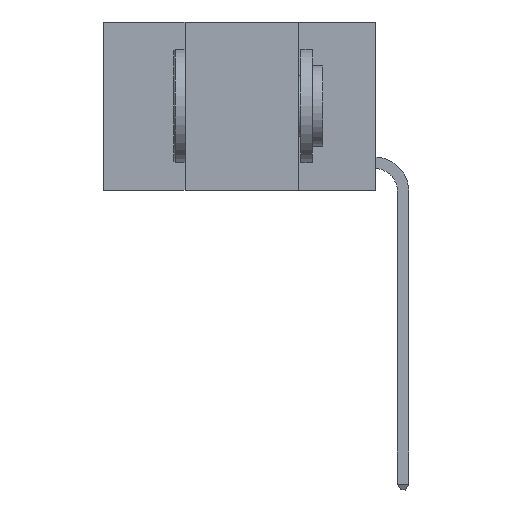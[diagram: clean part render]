
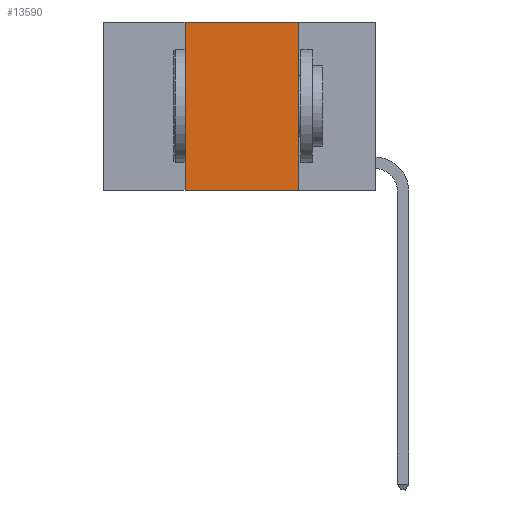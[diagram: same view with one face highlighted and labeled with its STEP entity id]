
A CAD part, left-side view. The second image highlights one B-rep face of the part: STEP entity #13590.
In plain terms, the highlighted planar face has unit normal (-1, 0, 0).
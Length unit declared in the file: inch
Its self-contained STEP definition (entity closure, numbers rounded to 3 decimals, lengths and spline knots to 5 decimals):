
#54 = DIRECTION ( 'NONE',  ( 0., 0., 1. ) ) ;
#1478 = CARTESIAN_POINT ( 'NONE',  ( 0., 0.6, 0. ) ) ;
#2514 = DIRECTION ( 'NONE',  ( 0., 0., -1. ) ) ;
#3724 = CARTESIAN_POINT ( 'NONE',  ( 0., 0.17, 0. ) ) ;
#4321 = ORIENTED_EDGE ( 'NONE', *, *, #4824, .F. ) ;
#4824 = EDGE_CURVE ( 'NONE', #9498, #10109, #14775, .T. ) ;
#5648 = LINE ( 'NONE', #17579, #13621 ) ;
#6100 = ORIENTED_EDGE ( 'NONE', *, *, #15439, .F. ) ;
#6169 = ORIENTED_EDGE ( 'NONE', *, *, #20114, .F. ) ;
#6265 = ORIENTED_EDGE ( 'NONE', *, *, #15658, .T. ) ;
#6378 = DIRECTION ( 'NONE',  ( 1., 0., 0. ) ) ;
#7743 = FACE_OUTER_BOUND ( 'NONE', #19732, .T. ) ;
#7797 = VERTEX_POINT ( 'NONE', #19751 ) ;
#9012 = CARTESIAN_POINT ( 'NONE',  ( 0., 0.6, -0.37 ) ) ;
#9498 = VERTEX_POINT ( 'NONE', #3724 ) ;
#9606 = CARTESIAN_POINT ( 'NONE',  ( 0., 0.6, 0. ) ) ;
#9615 = LINE ( 'NONE', #9012, #13866 ) ;
#10109 = VERTEX_POINT ( 'NONE', #16323 ) ;
#10522 = LINE ( 'NONE', #9606, #18428 ) ;
#11215 = DIRECTION ( 'NONE',  ( 0., -1., 0. ) ) ;
#12578 = CARTESIAN_POINT ( 'NONE',  ( 0., 0.42, -0.37 ) ) ;
#12711 = PLANE ( 'NONE',  #18205 ) ;
#13517 = VERTEX_POINT ( 'NONE', #12578 ) ;
#13590 = ADVANCED_FACE ( 'NONE', ( #7743 ), #12711, .F. ) ;
#13621 = VECTOR ( 'NONE', #54, 39.37008 ) ;
#13711 = CARTESIAN_POINT ( 'NONE',  ( 0., 0.17, 0. ) ) ;
#13866 = VECTOR ( 'NONE', #20035, 39.37008 ) ;
#14775 = LINE ( 'NONE', #13711, #15271 ) ;
#15271 = VECTOR ( 'NONE', #2514, 39.37008 ) ;
#15439 = EDGE_CURVE ( 'NONE', #13517, #7797, #5648, .T. ) ;
#15658 = EDGE_CURVE ( 'NONE', #13517, #10109, #9615, .T. ) ;
#16323 = CARTESIAN_POINT ( 'NONE',  ( 0., 0.17, -0.37 ) ) ;
#17443 = DIRECTION ( 'NONE',  ( 0., 0., -1. ) ) ;
#17579 = CARTESIAN_POINT ( 'NONE',  ( 0., 0.42, 0. ) ) ;
#18205 = AXIS2_PLACEMENT_3D ( 'NONE', #1478, #6378, #17443 ) ;
#18428 = VECTOR ( 'NONE', #11215, 39.37008 ) ;
#19732 = EDGE_LOOP ( 'NONE', ( #4321, #6169, #6100, #6265 ) ) ;
#19751 = CARTESIAN_POINT ( 'NONE',  ( 0., 0.42, 0. ) ) ;
#20035 = DIRECTION ( 'NONE',  ( 0., -1., 0. ) ) ;
#20114 = EDGE_CURVE ( 'NONE', #7797, #9498, #10522, .T. ) ;
